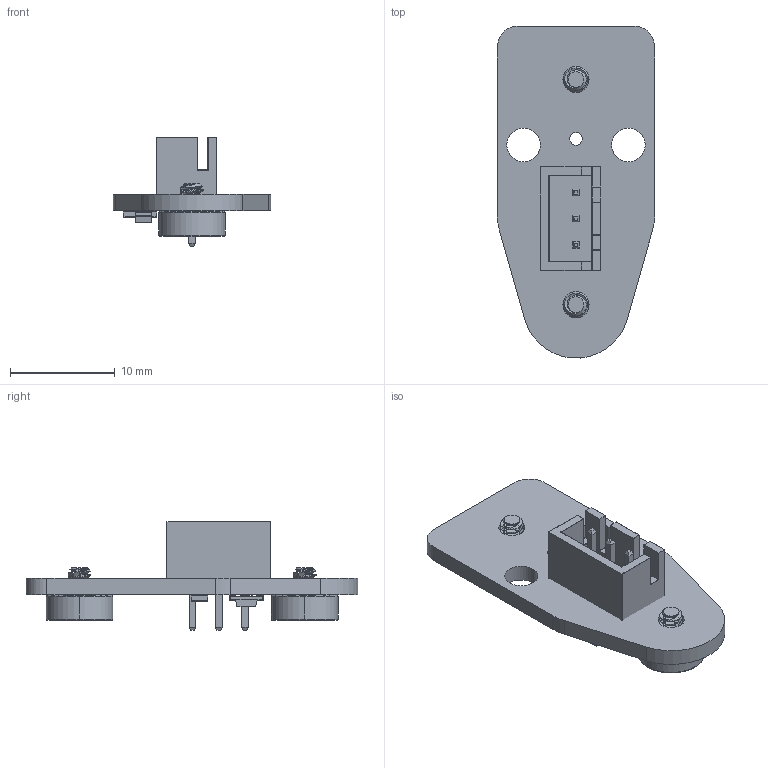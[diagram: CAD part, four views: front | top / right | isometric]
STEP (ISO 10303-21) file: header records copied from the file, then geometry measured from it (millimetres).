
FILE_DESCRIPTION(('STEP AP214'),'1');
FILE_NAME('Top_Board.stp','2020-11-21T04:02:54',(' '),(' '),'Spatial InterOp 3D',' ',' ');
FILE_SCHEMA(('automotive_design'));
Length unit declared in the file: inch
Products named in the file (15): 1; 2; 3; 4; 5; 6; 7; 8; 9; 10; 11; 12; 13; 14; 15
Bounding box: 15 x 31.68 x 10.4 mm (x, y, z)
Volume: 1010.5 mm3; surface area: 1924.4 mm2
Topology: 15 solids, 15 shells, 585 faces, 1512 edges, 954 vertices
Faces by surface type: cylinder 212, plane 196, extrusion 63, sphere 52, cone 32, torus 26, bspline 4
Full cylindrical faces by diameter (mm): 2.184 x2
Entity records: 28997 total; most frequent: CARTESIAN_POINT 10082, ORIENTED_EDGE 3000, DIRECTION 2847, EDGE_CURVE 1500, AXIS2_PLACEMENT_3D 1029, VERTEX_POINT 952, VECTOR 789, LINE 726
